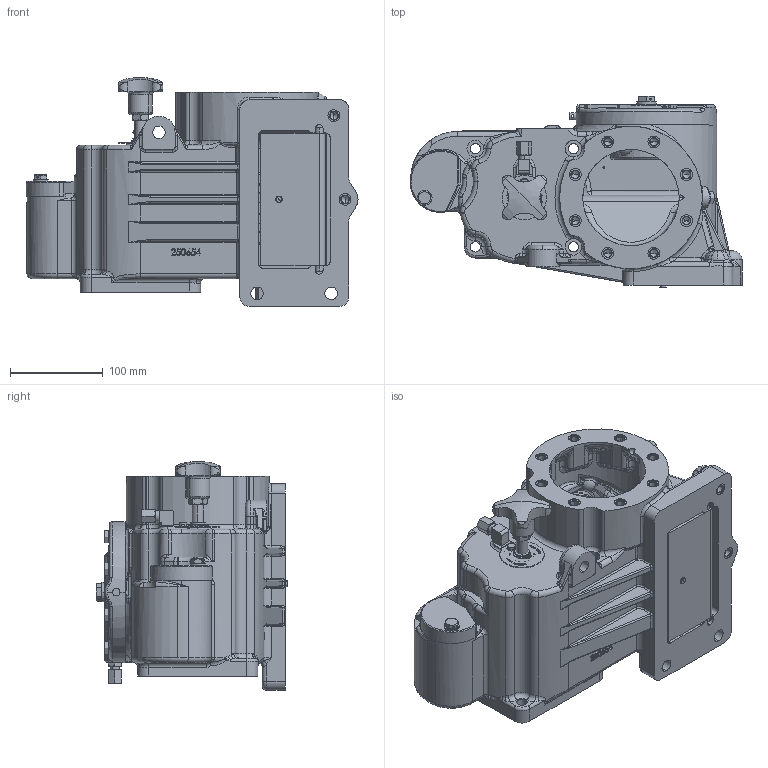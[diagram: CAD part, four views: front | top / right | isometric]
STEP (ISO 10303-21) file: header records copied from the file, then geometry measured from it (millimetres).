
FILE_DESCRIPTION (( 'STEP AP214' ), '1' );
FILE_NAME ('GVL80-D_250753.STEP', '2014-11-24T14:26:30', ( 'Admin2' ), ( '' ), 'SwSTEP 2.0', 'SolidWorks 2010', '' );
FILE_SCHEMA (( 'AUTOMOTIVE_DESIGN' ));
Length unit declared in the file: millimetre
Products named in the file (1): GVL80-D_250753
Bounding box: 358.5 x 206.6 x 247 mm (x, y, z)
Volume: 4061058.4 mm3; surface area: 784167 mm2
Topology: 53 solids, 53 shells, 4181 faces, 10416 edges, 6282 vertices
Faces by surface type: plane 1259, cylinder 1028, bspline 965, cone 485, torus 394, sphere 50
Entity records: 220919 total; most frequent: CARTESIAN_POINT 82389, ORIENTED_EDGE 20332, DIRECTION 17444, EDGE_CURVE 10166, AXIS2_PLACEMENT_3D 6680, VERTEX_POINT 6270, EDGE_LOOP 4524, UNCERTAINTY_MEASURE_WITH_UNIT 4236
